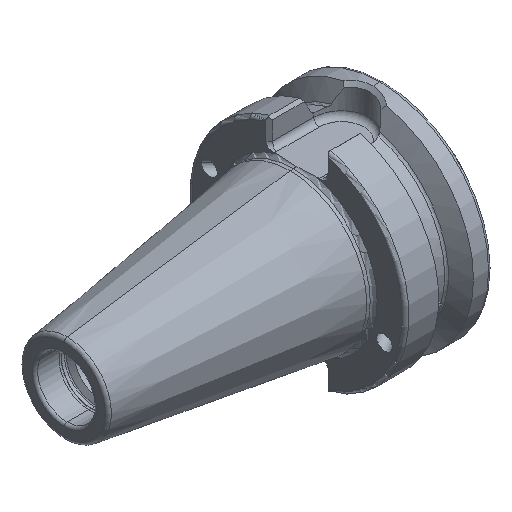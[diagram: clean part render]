
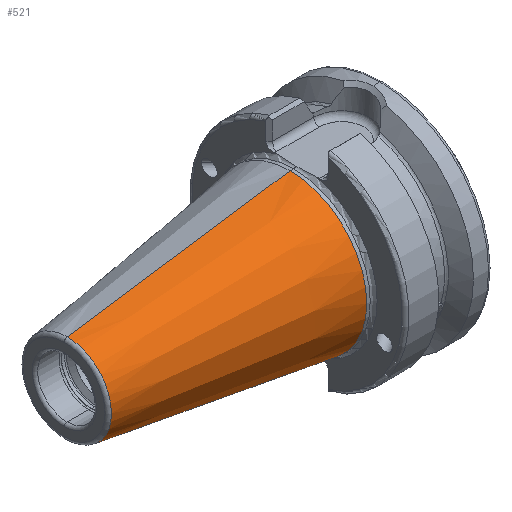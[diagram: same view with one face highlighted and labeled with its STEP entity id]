
A CAD part, isometric view. The second image highlights one B-rep face of the part: STEP entity #521.
In plain terms, the highlighted conical face has half-angle 8.297 degrees and reference radius 22.225 mm.
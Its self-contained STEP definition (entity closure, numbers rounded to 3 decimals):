
#8 = DIRECTION ( 'NONE',  ( -1., 0., 0. ) ) ;
#175 = FACE_OUTER_BOUND ( 'NONE', #1120, .T. ) ;
#296 = DIRECTION ( 'NONE',  ( 0., 0., -1. ) ) ;
#521 = ADVANCED_FACE ( 'NONE', ( #175 ), #2601, .T. ) ;
#557 = VERTEX_POINT ( 'NONE', #5617 ) ;
#680 = AXIS2_PLACEMENT_3D ( 'NONE', #5277, #5746, #296 ) ;
#881 = CARTESIAN_POINT ( 'NONE',  ( 0., 0., -22.225 ) ) ;
#953 = AXIS2_PLACEMENT_3D ( 'NONE', #4604, #1704, #5114 ) ;
#975 = AXIS2_PLACEMENT_3D ( 'NONE', #3049, #8, #3536 ) ;
#1064 = CIRCLE ( 'NONE', #953, 22.225 ) ;
#1120 = EDGE_LOOP ( 'NONE', ( #6104, #4814, #2246, #5949 ) ) ;
#1704 = DIRECTION ( 'NONE',  ( -1., 0., 0. ) ) ;
#1958 = VERTEX_POINT ( 'NONE', #5517 ) ;
#2067 = EDGE_CURVE ( 'NONE', #2478, #1958, #1064, .T. ) ;
#2246 = ORIENTED_EDGE ( 'NONE', *, *, #5509, .T. ) ;
#2478 = VERTEX_POINT ( 'NONE', #4613 ) ;
#2601 = CONICAL_SURFACE ( 'NONE', #680, 22.225, 0.145 ) ;
#3049 = CARTESIAN_POINT ( 'NONE',  ( -64.544, 0., 0. ) ) ;
#3070 = CARTESIAN_POINT ( 'NONE',  ( -64.544, 0., 12.812 ) ) ;
#3329 = CIRCLE ( 'NONE', #975, 12.812 ) ;
#3536 = DIRECTION ( 'NONE',  ( 0., 0., 1. ) ) ;
#3556 = VECTOR ( 'NONE', #5796, 1000. ) ;
#3632 = VECTOR ( 'NONE', #5076, 1000. ) ;
#3713 = LINE ( 'NONE', #881, #3556 ) ;
#4566 = CARTESIAN_POINT ( 'NONE',  ( 0., 0., 22.225 ) ) ;
#4604 = CARTESIAN_POINT ( 'NONE',  ( 0., 0., 0. ) ) ;
#4613 = CARTESIAN_POINT ( 'NONE',  ( 0., 0., -22.225 ) ) ;
#4814 = ORIENTED_EDGE ( 'NONE', *, *, #6411, .F. ) ;
#4881 = VERTEX_POINT ( 'NONE', #3070 ) ;
#4940 = LINE ( 'NONE', #4566, #3632 ) ;
#4976 = EDGE_CURVE ( 'NONE', #4881, #1958, #4940, .T. ) ;
#5076 = DIRECTION ( 'NONE',  ( 0.99, 0., 0.144 ) ) ;
#5114 = DIRECTION ( 'NONE',  ( 0., 0., 1. ) ) ;
#5277 = CARTESIAN_POINT ( 'NONE',  ( 0., 0., 0. ) ) ;
#5509 = EDGE_CURVE ( 'NONE', #557, #2478, #3713, .T. ) ;
#5517 = CARTESIAN_POINT ( 'NONE',  ( 0., 0., 22.225 ) ) ;
#5617 = CARTESIAN_POINT ( 'NONE',  ( -64.544, 0., -12.812 ) ) ;
#5746 = DIRECTION ( 'NONE',  ( 1., 0., 0. ) ) ;
#5796 = DIRECTION ( 'NONE',  ( 0.99, 0., -0.144 ) ) ;
#5949 = ORIENTED_EDGE ( 'NONE', *, *, #2067, .T. ) ;
#6104 = ORIENTED_EDGE ( 'NONE', *, *, #4976, .F. ) ;
#6411 = EDGE_CURVE ( 'NONE', #557, #4881, #3329, .T. ) ;
